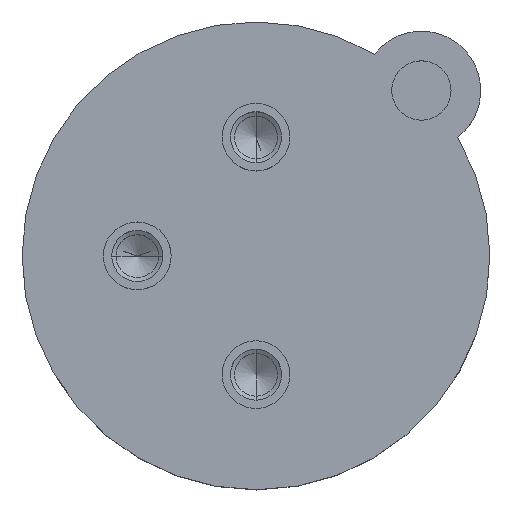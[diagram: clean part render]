
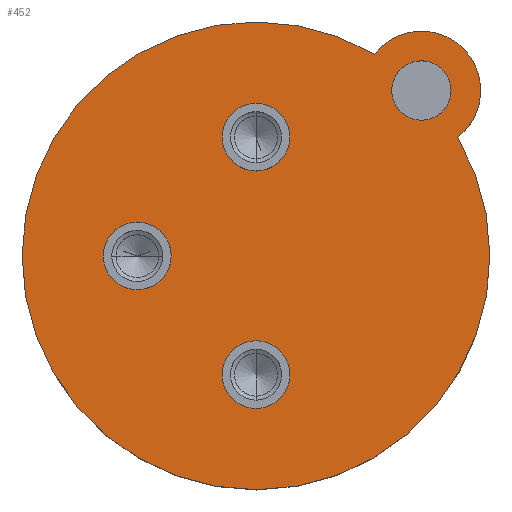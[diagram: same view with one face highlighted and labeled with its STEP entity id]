
A CAD part, top view. The second image highlights one B-rep face of the part: STEP entity #452.
In plain terms, the highlighted planar face has unit normal (0, 0, 1).
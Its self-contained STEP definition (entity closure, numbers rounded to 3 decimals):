
#72=CARTESIAN_POINT('',(-3.265,0.,4.19));
#73=VERTEX_POINT('',#72);
#89=CARTESIAN_POINT('',(-1.815,0.,4.19));
#90=VERTEX_POINT('',#89);
#97=CARTESIAN_POINT('',(-2.54,0.,4.19));
#98=DIRECTION('',(0.0,0.0,1.0));
#99=DIRECTION('',(-1.0,0.0,0.0));
#100=AXIS2_PLACEMENT_3D('',#97,#98,#99);
#101=CIRCLE('',#100,0.725);
#102=EDGE_CURVE('',#90,#73,#101,.T.);
#114=CARTESIAN_POINT('',(2.903,3.538,4.19));
#115=VERTEX_POINT('',#114);
#131=CARTESIAN_POINT('',(4.173,3.538,4.19));
#132=VERTEX_POINT('',#131);
#139=CARTESIAN_POINT('',(3.538,3.538,4.19));
#140=DIRECTION('',(0.0,0.0,1.0));
#141=DIRECTION('',(-1.0,0.0,0.0));
#142=AXIS2_PLACEMENT_3D('',#139,#140,#141);
#143=CIRCLE('',#142,0.635);
#144=EDGE_CURVE('',#132,#115,#143,.T.);
#156=CARTESIAN_POINT('',(-0.725,-2.54,4.19));
#157=VERTEX_POINT('',#156);
#173=CARTESIAN_POINT('',(0.725,-2.54,4.19));
#174=VERTEX_POINT('',#173);
#181=CARTESIAN_POINT('',(0.,-2.54,4.19));
#182=DIRECTION('',(0.0,0.0,1.0));
#183=DIRECTION('',(-1.0,0.0,0.0));
#184=AXIS2_PLACEMENT_3D('',#181,#182,#183);
#185=CIRCLE('',#184,0.725);
#186=EDGE_CURVE('',#174,#157,#185,.T.);
#198=CARTESIAN_POINT('',(-0.725,2.54,4.19));
#199=VERTEX_POINT('',#198);
#215=CARTESIAN_POINT('',(0.725,2.54,4.19));
#216=VERTEX_POINT('',#215);
#223=CARTESIAN_POINT('',(0.,2.54,4.19));
#224=DIRECTION('',(0.0,0.0,1.0));
#225=DIRECTION('',(-1.0,0.0,0.0));
#226=AXIS2_PLACEMENT_3D('',#223,#224,#225);
#227=CIRCLE('',#226,0.725);
#228=EDGE_CURVE('',#216,#199,#227,.T.);
#239=CARTESIAN_POINT('',(0.,2.54,4.19));
#240=DIRECTION('',(0.0,0.0,1.0));
#241=DIRECTION('',(-1.0,0.0,0.0));
#242=AXIS2_PLACEMENT_3D('',#239,#240,#241);
#243=CIRCLE('',#242,0.725);
#244=EDGE_CURVE('',#199,#216,#243,.T.);
#263=CARTESIAN_POINT('',(0.,-2.54,4.19));
#264=DIRECTION('',(0.0,0.0,1.0));
#265=DIRECTION('',(-1.0,0.0,0.0));
#266=AXIS2_PLACEMENT_3D('',#263,#264,#265);
#267=CIRCLE('',#266,0.725);
#268=EDGE_CURVE('',#157,#174,#267,.T.);
#287=CARTESIAN_POINT('',(3.538,3.538,4.19));
#288=DIRECTION('',(0.0,0.0,1.0));
#289=DIRECTION('',(-1.0,0.0,0.0));
#290=AXIS2_PLACEMENT_3D('',#287,#288,#289);
#291=CIRCLE('',#290,0.635);
#292=EDGE_CURVE('',#115,#132,#291,.T.);
#311=CARTESIAN_POINT('',(-2.54,0.,4.19));
#312=DIRECTION('',(0.0,0.0,1.0));
#313=DIRECTION('',(-1.0,0.0,0.0));
#314=AXIS2_PLACEMENT_3D('',#311,#312,#313);
#315=CIRCLE('',#314,0.725);
#316=EDGE_CURVE('',#73,#90,#315,.T.);
#345=CARTESIAN_POINT('',(4.315,2.533,4.19));
#346=VERTEX_POINT('',#345);
#353=CARTESIAN_POINT('',(2.533,4.315,4.19));
#354=VERTEX_POINT('',#353);
#355=CARTESIAN_POINT('',(0.0,0.0,4.19));
#356=DIRECTION('',(0.0,0.0,1.0));
#357=DIRECTION('',(-1.0,0.0,0.0));
#358=AXIS2_PLACEMENT_3D('',#355,#356,#357);
#359=CIRCLE('',#358,5.004);
#360=EDGE_CURVE('',#354,#346,#359,.T.);
#376=CARTESIAN_POINT('',(3.538,3.538,4.19));
#377=DIRECTION('',(0.0,0.0,1.0));
#378=DIRECTION('',(-1.0,0.0,0.0));
#379=AXIS2_PLACEMENT_3D('',#376,#377,#378);
#380=CIRCLE('',#379,1.27);
#381=EDGE_CURVE('',#346,#354,#380,.T.);
#427=CARTESIAN_POINT('',(0.,0.,4.19));
#428=DIRECTION('',(0.0,0.0,1.0));
#429=DIRECTION('',(0.0,-1.0,0.0));
#430=AXIS2_PLACEMENT_3D('',#427,#428,#429);
#431=PLANE('',#430);
#432=ORIENTED_EDGE('',*,*,#381,.T.);
#433=ORIENTED_EDGE('',*,*,#360,.T.);
#434=EDGE_LOOP('',(#432,#433));
#435=FACE_OUTER_BOUND('',#434,.T.);
#436=ORIENTED_EDGE('',*,*,#244,.F.);
#437=ORIENTED_EDGE('',*,*,#228,.F.);
#438=EDGE_LOOP('',(#436,#437));
#439=FACE_BOUND('',#438,.T.);
#440=ORIENTED_EDGE('',*,*,#316,.F.);
#441=ORIENTED_EDGE('',*,*,#102,.F.);
#442=EDGE_LOOP('',(#440,#441));
#443=FACE_BOUND('',#442,.T.);
#444=ORIENTED_EDGE('',*,*,#292,.F.);
#445=ORIENTED_EDGE('',*,*,#144,.F.);
#446=EDGE_LOOP('',(#444,#445));
#447=FACE_BOUND('',#446,.T.);
#448=ORIENTED_EDGE('',*,*,#268,.F.);
#449=ORIENTED_EDGE('',*,*,#186,.F.);
#450=EDGE_LOOP('',(#448,#449));
#451=FACE_BOUND('',#450,.T.);
#452=ADVANCED_FACE('',(#435,#439,#443,#447,#451),#431,.T.);
